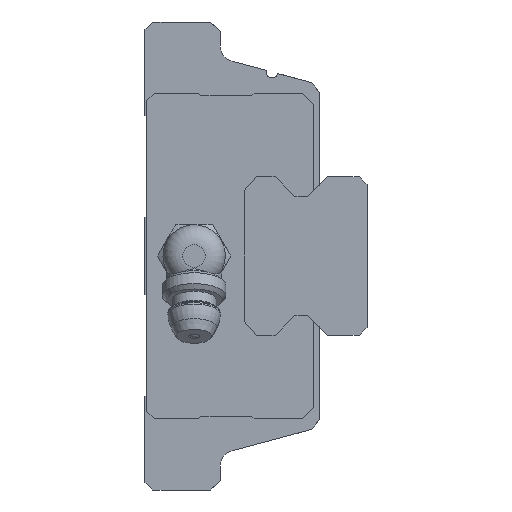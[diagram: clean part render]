
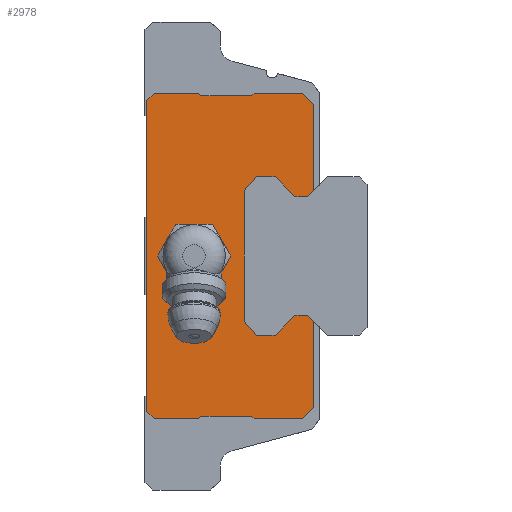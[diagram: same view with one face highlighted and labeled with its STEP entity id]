
A CAD part, left-side view. The second image highlights one B-rep face of the part: STEP entity #2978.
In plain terms, the highlighted planar face has unit normal (-1, 0, 0).
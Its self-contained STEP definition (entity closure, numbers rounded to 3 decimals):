
#671=ORIENTED_EDGE('',*,*,#1239,.F.);
#672=ORIENTED_EDGE('',*,*,#1270,.F.);
#673=ORIENTED_EDGE('',*,*,#1268,.F.);
#674=ORIENTED_EDGE('',*,*,#1266,.F.);
#675=ORIENTED_EDGE('',*,*,#1264,.F.);
#676=ORIENTED_EDGE('',*,*,#1262,.F.);
#677=ORIENTED_EDGE('',*,*,#1260,.F.);
#678=ORIENTED_EDGE('',*,*,#1258,.F.);
#679=ORIENTED_EDGE('',*,*,#1256,.F.);
#680=ORIENTED_EDGE('',*,*,#1254,.F.);
#681=ORIENTED_EDGE('',*,*,#1151,.F.);
#682=ORIENTED_EDGE('',*,*,#1148,.F.);
#683=ORIENTED_EDGE('',*,*,#1145,.F.);
#684=ORIENTED_EDGE('',*,*,#1142,.F.);
#685=ORIENTED_EDGE('',*,*,#1139,.F.);
#686=ORIENTED_EDGE('',*,*,#1136,.F.);
#687=ORIENTED_EDGE('',*,*,#1133,.F.);
#688=ORIENTED_EDGE('',*,*,#1130,.F.);
#689=ORIENTED_EDGE('',*,*,#1127,.F.);
#690=ORIENTED_EDGE('',*,*,#1124,.F.);
#691=ORIENTED_EDGE('',*,*,#1120,.F.);
#692=ORIENTED_EDGE('',*,*,#1253,.F.);
#693=ORIENTED_EDGE('',*,*,#1251,.F.);
#694=ORIENTED_EDGE('',*,*,#1249,.F.);
#695=ORIENTED_EDGE('',*,*,#1247,.F.);
#696=ORIENTED_EDGE('',*,*,#1245,.F.);
#697=ORIENTED_EDGE('',*,*,#1243,.F.);
#698=ORIENTED_EDGE('',*,*,#1241,.F.);
#699=ORIENTED_EDGE('',*,*,#1271,.T.);
#700=ORIENTED_EDGE('',*,*,#1272,.T.);
#701=ORIENTED_EDGE('',*,*,#1273,.T.);
#702=ORIENTED_EDGE('',*,*,#1274,.T.);
#703=ORIENTED_EDGE('',*,*,#1275,.T.);
#704=ORIENTED_EDGE('',*,*,#1276,.T.);
#1120=EDGE_CURVE('',#1509,#1510,#1782,.T.);
#1124=EDGE_CURVE('',#1510,#1513,#1786,.T.);
#1127=EDGE_CURVE('',#1513,#1515,#1789,.T.);
#1130=EDGE_CURVE('',#1515,#1517,#1792,.T.);
#1133=EDGE_CURVE('',#1517,#1519,#1795,.T.);
#1136=EDGE_CURVE('',#1519,#1521,#1798,.T.);
#1139=EDGE_CURVE('',#1521,#1523,#1801,.T.);
#1142=EDGE_CURVE('',#1523,#1525,#1804,.T.);
#1145=EDGE_CURVE('',#1525,#1527,#1807,.T.);
#1148=EDGE_CURVE('',#1527,#1529,#1810,.T.);
#1151=EDGE_CURVE('',#1529,#1531,#1813,.T.);
#1239=EDGE_CURVE('',#1573,#1574,#1898,.T.);
#1241=EDGE_CURVE('',#1574,#1575,#1900,.T.);
#1243=EDGE_CURVE('',#1575,#1576,#1902,.T.);
#1245=EDGE_CURVE('',#1576,#1577,#1904,.T.);
#1247=EDGE_CURVE('',#1577,#1578,#1906,.T.);
#1249=EDGE_CURVE('',#1578,#1579,#1908,.T.);
#1251=EDGE_CURVE('',#1579,#1580,#1910,.T.);
#1253=EDGE_CURVE('',#1580,#1509,#1912,.T.);
#1254=EDGE_CURVE('',#1531,#1581,#1913,.T.);
#1256=EDGE_CURVE('',#1581,#1582,#1915,.T.);
#1258=EDGE_CURVE('',#1582,#1583,#1917,.T.);
#1260=EDGE_CURVE('',#1583,#1584,#1919,.T.);
#1262=EDGE_CURVE('',#1584,#1585,#1921,.T.);
#1264=EDGE_CURVE('',#1585,#1586,#1923,.T.);
#1266=EDGE_CURVE('',#1586,#1587,#1925,.T.);
#1268=EDGE_CURVE('',#1587,#1588,#1927,.T.);
#1270=EDGE_CURVE('',#1588,#1573,#1929,.T.);
#1271=EDGE_CURVE('',#1589,#1590,#1930,.T.);
#1272=EDGE_CURVE('',#1590,#1591,#1931,.T.);
#1273=EDGE_CURVE('',#1591,#1592,#1932,.T.);
#1274=EDGE_CURVE('',#1592,#1593,#1933,.T.);
#1275=EDGE_CURVE('',#1593,#1594,#1934,.T.);
#1276=EDGE_CURVE('',#1594,#1589,#1935,.T.);
#1509=VERTEX_POINT('',#4441);
#1510=VERTEX_POINT('',#4443);
#1513=VERTEX_POINT('',#4451);
#1515=VERTEX_POINT('',#4457);
#1517=VERTEX_POINT('',#4463);
#1519=VERTEX_POINT('',#4469);
#1521=VERTEX_POINT('',#4475);
#1523=VERTEX_POINT('',#4481);
#1525=VERTEX_POINT('',#4487);
#1527=VERTEX_POINT('',#4493);
#1529=VERTEX_POINT('',#4499);
#1531=VERTEX_POINT('',#4505);
#1573=VERTEX_POINT('',#4674);
#1574=VERTEX_POINT('',#4676);
#1575=VERTEX_POINT('',#4680);
#1576=VERTEX_POINT('',#4684);
#1577=VERTEX_POINT('',#4688);
#1578=VERTEX_POINT('',#4692);
#1579=VERTEX_POINT('',#4696);
#1580=VERTEX_POINT('',#4700);
#1581=VERTEX_POINT('',#4706);
#1582=VERTEX_POINT('',#4710);
#1583=VERTEX_POINT('',#4714);
#1584=VERTEX_POINT('',#4718);
#1585=VERTEX_POINT('',#4722);
#1586=VERTEX_POINT('',#4726);
#1587=VERTEX_POINT('',#4730);
#1588=VERTEX_POINT('',#4734);
#1589=VERTEX_POINT('',#4740);
#1590=VERTEX_POINT('',#4741);
#1591=VERTEX_POINT('',#4743);
#1592=VERTEX_POINT('',#4745);
#1593=VERTEX_POINT('',#4747);
#1594=VERTEX_POINT('',#4749);
#1782=LINE('',#4442,#2126);
#1786=LINE('',#4450,#2130);
#1789=LINE('',#4456,#2133);
#1792=LINE('',#4462,#2136);
#1795=LINE('',#4468,#2139);
#1798=LINE('',#4474,#2142);
#1801=LINE('',#4480,#2145);
#1804=LINE('',#4486,#2148);
#1807=LINE('',#4492,#2151);
#1810=LINE('',#4498,#2154);
#1813=LINE('',#4504,#2157);
#1898=LINE('',#4675,#2242);
#1900=LINE('',#4679,#2244);
#1902=LINE('',#4683,#2246);
#1904=LINE('',#4687,#2248);
#1906=LINE('',#4691,#2250);
#1908=LINE('',#4695,#2252);
#1910=LINE('',#4699,#2254);
#1912=LINE('',#4703,#2256);
#1913=LINE('',#4705,#2257);
#1915=LINE('',#4709,#2259);
#1917=LINE('',#4713,#2261);
#1919=LINE('',#4717,#2263);
#1921=LINE('',#4721,#2265);
#1923=LINE('',#4725,#2267);
#1925=LINE('',#4729,#2269);
#1927=LINE('',#4733,#2271);
#1929=LINE('',#4737,#2273);
#1930=LINE('',#4739,#2274);
#1931=LINE('',#4742,#2275);
#1932=LINE('',#4744,#2276);
#1933=LINE('',#4746,#2277);
#1934=LINE('',#4748,#2278);
#1935=LINE('',#4750,#2279);
#2126=VECTOR('',#3530,1000.);
#2130=VECTOR('',#3536,1000.);
#2133=VECTOR('',#3541,1000.);
#2136=VECTOR('',#3546,1000.);
#2139=VECTOR('',#3551,1000.);
#2142=VECTOR('',#3556,1000.);
#2145=VECTOR('',#3561,1000.);
#2148=VECTOR('',#3566,1000.);
#2151=VECTOR('',#3571,1000.);
#2154=VECTOR('',#3576,1000.);
#2157=VECTOR('',#3581,1000.);
#2242=VECTOR('',#3752,1000.);
#2244=VECTOR('',#3756,1000.);
#2246=VECTOR('',#3760,1000.);
#2248=VECTOR('',#3764,1000.);
#2250=VECTOR('',#3768,1000.);
#2252=VECTOR('',#3772,1000.);
#2254=VECTOR('',#3776,1000.);
#2256=VECTOR('',#3780,1000.);
#2257=VECTOR('',#3783,1000.);
#2259=VECTOR('',#3787,1000.);
#2261=VECTOR('',#3791,1000.);
#2263=VECTOR('',#3795,1000.);
#2265=VECTOR('',#3799,1000.);
#2267=VECTOR('',#3803,1000.);
#2269=VECTOR('',#3807,1000.);
#2271=VECTOR('',#3811,1000.);
#2273=VECTOR('',#3815,1000.);
#2274=VECTOR('',#3818,1000.);
#2275=VECTOR('',#3819,1000.);
#2276=VECTOR('',#3820,1000.);
#2277=VECTOR('',#3821,1000.);
#2278=VECTOR('',#3822,1000.);
#2279=VECTOR('',#3823,1000.);
#2455=EDGE_LOOP('',(#671,#672,#673,#674,#675,#676,#677,#678,#679,#680,#681,
#682,#683,#684,#685,#686,#687,#688,#689,#690,#691,#692,#693,#694,#695,#696,
#697,#698));
#2456=EDGE_LOOP('',(#699,#700,#701,#702,#703,#704));
#2654=FACE_BOUND('',#2455,.T.);
#2655=FACE_BOUND('',#2456,.T.);
#2838=PLANE('',#3199);
#2978=ADVANCED_FACE('',(#2654,#2655),#2838,.F.);
#3199=AXIS2_PLACEMENT_3D('',#4738,#3816,#3817);
#3530=DIRECTION('',(0.,0.707,-0.707));
#3536=DIRECTION('',(0.,1.,0.));
#3541=DIRECTION('',(0.,0.707,0.707));
#3546=DIRECTION('',(0.,1.,0.));
#3551=DIRECTION('',(0.,0.664,-0.747));
#3556=DIRECTION('',(0.,0.,-1.));
#3561=DIRECTION('',(0.,-0.664,-0.747));
#3566=DIRECTION('',(0.,-1.,0.));
#3571=DIRECTION('',(0.,-0.707,0.707));
#3576=DIRECTION('',(0.,-1.,0.));
#3581=DIRECTION('',(0.,-0.707,-0.707));
#3752=DIRECTION('',(0.,-0.707,0.707));
#3756=DIRECTION('',(0.,-1.,0.));
#3760=DIRECTION('',(0.,-0.707,-0.707));
#3764=DIRECTION('',(0.,-1.,0.));
#3768=DIRECTION('',(0.,-0.707,0.707));
#3772=DIRECTION('',(0.,-1.,0.));
#3776=DIRECTION('',(0.,-0.707,-0.707));
#3780=DIRECTION('',(0.,0.,-1.));
#3783=DIRECTION('',(0.,0.,-1.));
#3787=DIRECTION('',(0.,0.707,-0.707));
#3791=DIRECTION('',(0.,1.,0.));
#3795=DIRECTION('',(0.,0.707,0.707));
#3799=DIRECTION('',(0.,1.,0.));
#3803=DIRECTION('',(0.,0.707,-0.707));
#3807=DIRECTION('',(0.,1.,0.));
#3811=DIRECTION('',(0.,0.707,0.707));
#3815=DIRECTION('',(0.,0.,1.));
#3816=DIRECTION('',(1.,0.,0.));
#3817=DIRECTION('',(0.,0.,-1.));
#3818=DIRECTION('',(0.,1.,0.));
#3819=DIRECTION('',(0.,0.5,0.866));
#3820=DIRECTION('',(0.,-0.5,0.866));
#3821=DIRECTION('',(0.,-1.,0.));
#3822=DIRECTION('',(0.,-0.5,-0.866));
#3823=DIRECTION('',(0.,0.5,-0.866));
#4441=CARTESIAN_POINT('',(-22.9,-21.25,8.25));
#4442=CARTESIAN_POINT('',(-22.9,-21.25,8.25));
#4443=CARTESIAN_POINT('',(-22.9,-20.5,7.5));
#4450=CARTESIAN_POINT('',(-22.9,-20.5,7.5));
#4451=CARTESIAN_POINT('',(-22.9,-18.9,7.5));
#4456=CARTESIAN_POINT('',(-22.9,-18.9,7.5));
#4457=CARTESIAN_POINT('',(-22.9,-16.4,10.));
#4462=CARTESIAN_POINT('',(-22.9,-16.4,10.));
#4463=CARTESIAN_POINT('',(-22.9,-14.1,10.));
#4468=CARTESIAN_POINT('',(-22.9,-14.1,10.));
#4469=CARTESIAN_POINT('',(-22.9,-12.5,8.2));
#4474=CARTESIAN_POINT('',(-22.9,-12.5,8.2));
#4475=CARTESIAN_POINT('',(-22.9,-12.5,-8.2));
#4480=CARTESIAN_POINT('',(-22.9,-12.5,-8.2));
#4481=CARTESIAN_POINT('',(-22.9,-14.1,-10.));
#4486=CARTESIAN_POINT('',(-22.9,-14.1,-10.));
#4487=CARTESIAN_POINT('',(-22.9,-16.4,-10.));
#4492=CARTESIAN_POINT('',(-22.9,-16.4,-10.));
#4493=CARTESIAN_POINT('',(-22.9,-18.9,-7.5));
#4498=CARTESIAN_POINT('',(-22.9,-18.9,-7.5));
#4499=CARTESIAN_POINT('',(-22.9,-20.5,-7.5));
#4504=CARTESIAN_POINT('',(-22.9,-20.5,-7.5));
#4505=CARTESIAN_POINT('',(-22.9,-21.25,-8.25));
#4674=CARTESIAN_POINT('',(-22.9,-0.25,19.6));
#4675=CARTESIAN_POINT('',(-22.9,-0.25,19.6));
#4676=CARTESIAN_POINT('',(-22.9,-1.15,20.5));
#4679=CARTESIAN_POINT('',(-22.9,-1.15,20.5));
#4680=CARTESIAN_POINT('',(-22.9,-6.75,20.5));
#4683=CARTESIAN_POINT('',(-22.9,-6.75,20.5));
#4684=CARTESIAN_POINT('',(-22.9,-7.05,20.2));
#4687=CARTESIAN_POINT('',(-22.9,-7.05,20.2));
#4688=CARTESIAN_POINT('',(-22.9,-13.45,20.2));
#4691=CARTESIAN_POINT('',(-22.9,-13.45,20.2));
#4692=CARTESIAN_POINT('',(-22.9,-13.75,20.5));
#4695=CARTESIAN_POINT('',(-22.9,-13.75,20.5));
#4696=CARTESIAN_POINT('',(-22.9,-19.85,20.5));
#4699=CARTESIAN_POINT('',(-22.9,-19.85,20.5));
#4700=CARTESIAN_POINT('',(-22.9,-21.25,19.1));
#4703=CARTESIAN_POINT('',(-22.9,-21.25,19.1));
#4705=CARTESIAN_POINT('',(-22.9,-21.25,-8.25));
#4706=CARTESIAN_POINT('',(-22.9,-21.25,-19.1));
#4709=CARTESIAN_POINT('',(-22.9,-21.25,-19.1));
#4710=CARTESIAN_POINT('',(-22.9,-19.85,-20.5));
#4713=CARTESIAN_POINT('',(-22.9,-19.85,-20.5));
#4714=CARTESIAN_POINT('',(-22.9,-13.75,-20.5));
#4717=CARTESIAN_POINT('',(-22.9,-13.75,-20.5));
#4718=CARTESIAN_POINT('',(-22.9,-13.45,-20.2));
#4721=CARTESIAN_POINT('',(-22.9,-13.45,-20.2));
#4722=CARTESIAN_POINT('',(-22.9,-7.05,-20.2));
#4725=CARTESIAN_POINT('',(-22.9,-7.05,-20.2));
#4726=CARTESIAN_POINT('',(-22.9,-6.75,-20.5));
#4729=CARTESIAN_POINT('',(-22.9,-6.75,-20.5));
#4730=CARTESIAN_POINT('',(-22.9,-1.15,-20.5));
#4733=CARTESIAN_POINT('',(-22.9,-1.15,-20.5));
#4734=CARTESIAN_POINT('',(-22.9,-0.25,-19.6));
#4737=CARTESIAN_POINT('',(-22.9,-0.25,-19.6));
#4738=CARTESIAN_POINT('',(-22.9,0.,0.));
#4739=CARTESIAN_POINT('',(-22.9,-8.509,-4.));
#4740=CARTESIAN_POINT('',(-22.9,-8.509,-4.));
#4741=CARTESIAN_POINT('',(-22.9,-3.891,-4.));
#4742=CARTESIAN_POINT('',(-22.9,-3.891,-4.));
#4743=CARTESIAN_POINT('',(-22.9,-1.581,0.));
#4744=CARTESIAN_POINT('',(-22.9,-1.581,0.));
#4745=CARTESIAN_POINT('',(-22.9,-3.891,4.));
#4746=CARTESIAN_POINT('',(-22.9,-3.891,4.));
#4747=CARTESIAN_POINT('',(-22.9,-8.509,4.));
#4748=CARTESIAN_POINT('',(-22.9,-8.509,4.));
#4749=CARTESIAN_POINT('',(-22.9,-10.819,0.));
#4750=CARTESIAN_POINT('',(-22.9,-10.819,0.));
